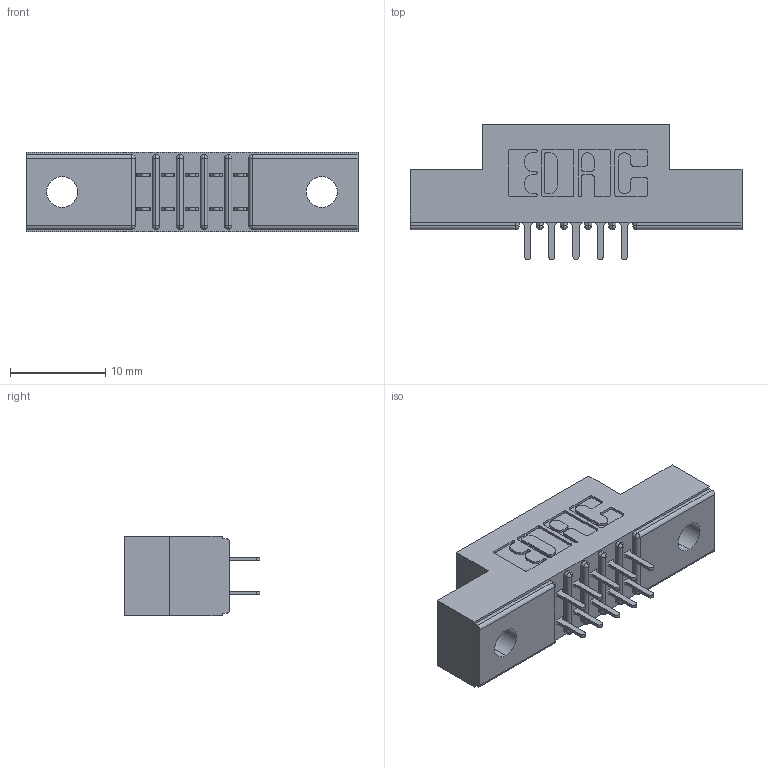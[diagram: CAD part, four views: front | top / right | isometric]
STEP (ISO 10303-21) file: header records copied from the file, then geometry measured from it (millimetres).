
FILE_DESCRIPTION (( 'STEP AP203' ), '1' );
FILE_NAME ('341-010-520-202.STEP', '2019-08-09T16:19:31', ( '' ), ( '' ), 'SwSTEP 2.0', 'SolidWorks 2016', '' );
FILE_SCHEMA (( 'CONFIG_CONTROL_DESIGN' ));
Length unit declared in the file: inch
Products named in the file (3): 341 Part_.128 (3.25) Dia Mounting Holes; 341-010-520-202; 341-292-001_341-292-120
Assembly tree (11 placements, depth 2):
  341-010-520-202
    341 Part_.128 (3.25) Dia Mounting Holes
    341-292-001_341-292-120  x10
Bounding box: 34.92 x 14.27 x 8.38 mm (x, y, z)
Volume: 1994.9 mm3; surface area: 2860.5 mm2
Topology: 11 solids, 11 shells, 776 faces, 2231 edges, 1446 vertices
Faces by surface type: plane 468, cylinder 288, sphere 12, torus 8
Entity records: 10982 total; most frequent: CARTESIAN_POINT 1827, ORIENTED_EDGE 1810, DIRECTION 1799, EDGE_CURVE 905, VECTOR 691, LINE 691, VERTEX_POINT 582, AXIS2_PLACEMENT_3D 554
